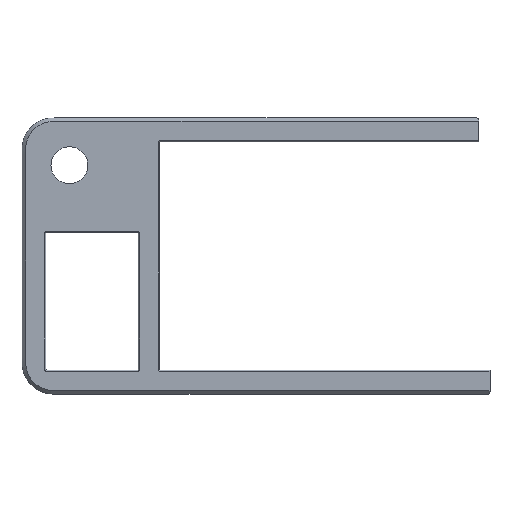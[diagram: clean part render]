
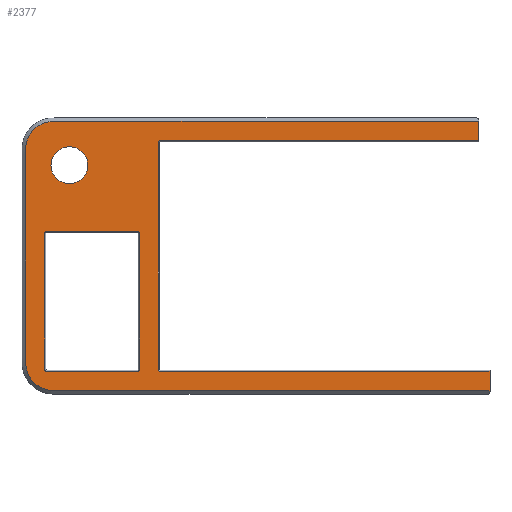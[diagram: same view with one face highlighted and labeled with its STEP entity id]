
A CAD part, top view. The second image highlights one B-rep face of the part: STEP entity #2377.
In plain terms, the highlighted planar face has unit normal (0, 0, 1).
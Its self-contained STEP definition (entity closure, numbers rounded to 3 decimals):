
#15=FACE_BOUND('',#319,.T.);
#16=FACE_BOUND('',#320,.T.);
#34=CIRCLE('',#2514,1.);
#36=CIRCLE('',#2518,1.);
#38=CIRCLE('',#2522,1.);
#40=CIRCLE('',#2526,1.);
#43=CIRCLE('',#2534,1.);
#44=CIRCLE('',#2535,1.);
#45=CIRCLE('',#2536,7.75);
#153=B_SPLINE_CURVE_WITH_KNOTS('',3,(#3493,#3494,#3495,#3496,#3497,#3498,
#3499,#3500,#3501,#3502,#3503,#3504,#3505,#3506,#3507),.UNSPECIFIED.,.F.,
 .F.,(4,1,1,1,1,1,1,1,1,1,1,1,4),(0.,0.291,0.437,
0.583,0.874,1.02,1.166,1.311,
1.384,1.457,1.603,1.748,2.04),
 .UNSPECIFIED.);
#155=B_SPLINE_CURVE_WITH_KNOTS('',3,(#3587,#3588,#3589,#3590,#3591,#3592,
#3593,#3594,#3595,#3596,#3597,#3598,#3599,#3600),.UNSPECIFIED.,.F.,.F.,
(4,1,1,1,1,1,1,1,1,1,1,4),(0.,0.291,0.583,0.656,
0.729,0.801,0.874,1.166,
1.311,1.457,1.748,2.04),
 .UNSPECIFIED.);
#186=FACE_OUTER_BOUND('',#318,.T.);
#318=EDGE_LOOP('',(#1660,#1661,#1662,#1663,#1664,#1665,#1666,#1667,#1668,
#1669,#1670,#1671));
#319=EDGE_LOOP('',(#1672));
#320=EDGE_LOOP('',(#1673,#1674,#1675,#1676,#1677,#1678,#1679,#1680));
#438=LINE('',#3413,#704);
#442=LINE('',#3512,#708);
#446=LINE('',#3605,#712);
#460=LINE('',#3764,#726);
#465=LINE('',#3778,#731);
#469=LINE('',#3790,#735);
#473=LINE('',#3802,#739);
#486=LINE('',#3835,#752);
#487=LINE('',#3837,#753);
#488=LINE('',#3841,#754);
#489=LINE('',#3845,#755);
#490=LINE('',#3846,#756);
#704=VECTOR('',#2719,10.);
#708=VECTOR('',#2725,10.);
#712=VECTOR('',#2731,10.);
#726=VECTOR('',#2763,10.);
#731=VECTOR('',#2776,10.);
#735=VECTOR('',#2788,10.);
#739=VECTOR('',#2800,10.);
#752=VECTOR('',#2833,10.);
#753=VECTOR('',#2834,10.);
#754=VECTOR('',#2837,10.);
#755=VECTOR('',#2840,10.);
#756=VECTOR('',#2841,10.);
#973=VERTEX_POINT('',#3410);
#974=VERTEX_POINT('',#3412);
#976=VERTEX_POINT('',#3491);
#978=VERTEX_POINT('',#3510);
#980=VERTEX_POINT('',#3585);
#982=VERTEX_POINT('',#3603);
#993=VERTEX_POINT('',#3761);
#994=VERTEX_POINT('',#3763);
#997=VERTEX_POINT('',#3771);
#999=VERTEX_POINT('',#3776);
#1001=VERTEX_POINT('',#3783);
#1003=VERTEX_POINT('',#3788);
#1005=VERTEX_POINT('',#3795);
#1007=VERTEX_POINT('',#3800);
#1017=VERTEX_POINT('',#3834);
#1018=VERTEX_POINT('',#3836);
#1019=VERTEX_POINT('',#3838);
#1020=VERTEX_POINT('',#3840);
#1021=VERTEX_POINT('',#3842);
#1022=VERTEX_POINT('',#3844);
#1023=VERTEX_POINT('',#3847);
#1205=EDGE_CURVE('',#973,#974,#438,.T.);
#1209=EDGE_CURVE('',#976,#973,#153,.T.);
#1211=EDGE_CURVE('',#978,#976,#442,.T.);
#1215=EDGE_CURVE('',#980,#978,#155,.T.);
#1217=EDGE_CURVE('',#982,#980,#446,.T.);
#1236=EDGE_CURVE('',#993,#994,#460,.T.);
#1241=EDGE_CURVE('',#997,#993,#34,.T.);
#1243=EDGE_CURVE('',#999,#997,#465,.T.);
#1247=EDGE_CURVE('',#1001,#999,#36,.T.);
#1249=EDGE_CURVE('',#1003,#1001,#469,.T.);
#1253=EDGE_CURVE('',#1005,#1003,#38,.T.);
#1255=EDGE_CURVE('',#1007,#1005,#473,.T.);
#1258=EDGE_CURVE('',#994,#1007,#40,.T.);
#1272=EDGE_CURVE('',#982,#1017,#486,.T.);
#1273=EDGE_CURVE('',#1018,#1017,#487,.T.);
#1274=EDGE_CURVE('',#1019,#1018,#43,.T.);
#1275=EDGE_CURVE('',#1020,#1019,#488,.T.);
#1276=EDGE_CURVE('',#1021,#1020,#44,.T.);
#1277=EDGE_CURVE('',#1022,#1021,#489,.T.);
#1278=EDGE_CURVE('',#1022,#974,#490,.T.);
#1279=EDGE_CURVE('',#1023,#1023,#45,.T.);
#1660=ORIENTED_EDGE('',*,*,#1217,.F.);
#1661=ORIENTED_EDGE('',*,*,#1272,.T.);
#1662=ORIENTED_EDGE('',*,*,#1273,.F.);
#1663=ORIENTED_EDGE('',*,*,#1274,.F.);
#1664=ORIENTED_EDGE('',*,*,#1275,.F.);
#1665=ORIENTED_EDGE('',*,*,#1276,.F.);
#1666=ORIENTED_EDGE('',*,*,#1277,.F.);
#1667=ORIENTED_EDGE('',*,*,#1278,.T.);
#1668=ORIENTED_EDGE('',*,*,#1205,.F.);
#1669=ORIENTED_EDGE('',*,*,#1209,.F.);
#1670=ORIENTED_EDGE('',*,*,#1211,.F.);
#1671=ORIENTED_EDGE('',*,*,#1215,.F.);
#1672=ORIENTED_EDGE('',*,*,#1279,.T.);
#1673=ORIENTED_EDGE('',*,*,#1236,.F.);
#1674=ORIENTED_EDGE('',*,*,#1241,.F.);
#1675=ORIENTED_EDGE('',*,*,#1243,.F.);
#1676=ORIENTED_EDGE('',*,*,#1247,.F.);
#1677=ORIENTED_EDGE('',*,*,#1249,.F.);
#1678=ORIENTED_EDGE('',*,*,#1253,.F.);
#1679=ORIENTED_EDGE('',*,*,#1255,.F.);
#1680=ORIENTED_EDGE('',*,*,#1258,.F.);
#2282=PLANE('',#2533);
#2377=ADVANCED_FACE('',(#186,#15,#16),#2282,.T.);
#2514=AXIS2_PLACEMENT_3D('',#3773,#2771,#2772);
#2518=AXIS2_PLACEMENT_3D('',#3785,#2783,#2784);
#2522=AXIS2_PLACEMENT_3D('',#3797,#2795,#2796);
#2526=AXIS2_PLACEMENT_3D('',#3806,#2806,#2807);
#2533=AXIS2_PLACEMENT_3D('',#3833,#2831,#2832);
#2534=AXIS2_PLACEMENT_3D('',#3839,#2835,#2836);
#2535=AXIS2_PLACEMENT_3D('',#3843,#2838,#2839);
#2536=AXIS2_PLACEMENT_3D('',#3848,#2842,#2843);
#2719=DIRECTION('',(1.,0.,0.));
#2725=DIRECTION('',(0.,1.,0.));
#2731=DIRECTION('',(-1.,0.,0.));
#2763=DIRECTION('',(0.,1.,0.));
#2771=DIRECTION('center_axis',(0.,0.,1.));
#2772=DIRECTION('ref_axis',(0.707,-0.707,0.));
#2776=DIRECTION('',(1.,0.,0.));
#2783=DIRECTION('center_axis',(0.,0.,1.));
#2784=DIRECTION('ref_axis',(-0.707,-0.707,0.));
#2788=DIRECTION('',(0.,-1.,0.));
#2795=DIRECTION('center_axis',(0.,0.,1.));
#2796=DIRECTION('ref_axis',(-0.707,0.707,0.));
#2800=DIRECTION('',(-1.,0.,0.));
#2806=DIRECTION('center_axis',(0.,0.,1.));
#2807=DIRECTION('ref_axis',(0.707,0.707,0.));
#2831=DIRECTION('center_axis',(0.,0.,1.));
#2832=DIRECTION('ref_axis',(1.,0.,0.));
#2833=DIRECTION('',(0.,1.,0.));
#2834=DIRECTION('',(1.,0.,0.));
#2835=DIRECTION('center_axis',(0.,0.,1.));
#2836=DIRECTION('ref_axis',(-0.707,-0.707,0.));
#2837=DIRECTION('',(0.,-1.,0.));
#2838=DIRECTION('center_axis',(0.,0.,1.));
#2839=DIRECTION('ref_axis',(-0.707,0.707,0.));
#2840=DIRECTION('',(-1.,0.,0.));
#2841=DIRECTION('',(0.,1.,0.));
#2842=DIRECTION('center_axis',(0.,0.,-1.));
#2843=DIRECTION('ref_axis',(1.,0.,0.));
#3410=CARTESIAN_POINT('',(-4.9,18.4,7.9));
#3412=CARTESIAN_POINT('',(171.825,18.4,7.9));
#3413=CARTESIAN_POINT('',(125.084,18.4,7.9));
#3491=CARTESIAN_POINT('',(-18.4,4.9,7.9));
#3493=CARTESIAN_POINT('Ctrl Pts',(-18.4,4.9,7.9));
#3494=CARTESIAN_POINT('Ctrl Pts',(-18.4,5.871,7.9));
#3495=CARTESIAN_POINT('Ctrl Pts',(-18.395,7.31,7.9));
#3496=CARTESIAN_POINT('Ctrl Pts',(-18.131,9.208,7.9));
#3497=CARTESIAN_POINT('Ctrl Pts',(-17.595,11.174,7.9));
#3498=CARTESIAN_POINT('Ctrl Pts',(-16.652,12.979,7.9));
#3499=CARTESIAN_POINT('Ctrl Pts',(-15.315,14.635,7.9));
#3500=CARTESIAN_POINT('Ctrl Pts',(-14.03,15.848,7.9));
#3501=CARTESIAN_POINT('Ctrl Pts',(-12.759,16.734,7.9));
#3502=CARTESIAN_POINT('Ctrl Pts',(-11.615,17.326,7.9));
#3503=CARTESIAN_POINT('Ctrl Pts',(-10.517,17.776,7.9));
#3504=CARTESIAN_POINT('Ctrl Pts',(-9.211,18.13,7.9));
#3505=CARTESIAN_POINT('Ctrl Pts',(-7.321,18.394,7.9));
#3506=CARTESIAN_POINT('Ctrl Pts',(-5.881,18.4,7.9));
#3507=CARTESIAN_POINT('Ctrl Pts',(-4.9,18.4,7.9));
#3510=CARTESIAN_POINT('',(-18.4,-81.1,7.9));
#3512=CARTESIAN_POINT('',(-18.4,-9.1,7.9));
#3585=CARTESIAN_POINT('',(-4.9,-94.6,7.9));
#3587=CARTESIAN_POINT('Ctrl Pts',(-4.9,-94.6,7.9));
#3588=CARTESIAN_POINT('Ctrl Pts',(-5.871,-94.6,7.9));
#3589=CARTESIAN_POINT('Ctrl Pts',(-7.777,-94.598,7.9));
#3590=CARTESIAN_POINT('Ctrl Pts',(-9.947,-94.188,7.9));
#3591=CARTESIAN_POINT('Ctrl Pts',(-11.379,-93.626,7.9));
#3592=CARTESIAN_POINT('Ctrl Pts',(-12.061,-93.3,7.9));
#3593=CARTESIAN_POINT('Ctrl Pts',(-12.73,-92.922,7.9));
#3594=CARTESIAN_POINT('Ctrl Pts',(-14.02,-92.07,7.9));
#3595=CARTESIAN_POINT('Ctrl Pts',(-15.48,-90.748,7.9));
#3596=CARTESIAN_POINT('Ctrl Pts',(-16.925,-88.686,7.9));
#3597=CARTESIAN_POINT('Ctrl Pts',(-17.966,-86.382,7.9));
#3598=CARTESIAN_POINT('Ctrl Pts',(-18.385,-83.99,7.9));
#3599=CARTESIAN_POINT('Ctrl Pts',(-18.4,-82.081,7.9));
#3600=CARTESIAN_POINT('Ctrl Pts',(-18.4,-81.1,7.9));
#3603=CARTESIAN_POINT('',(176.588,-94.6,7.9));
#3605=CARTESIAN_POINT('',(29.222,-94.6,7.9));
#3761=CARTESIAN_POINT('',(29.45,-85.6,7.9));
#3763=CARTESIAN_POINT('',(29.45,-28.7,7.9));
#3764=CARTESIAN_POINT('',(29.45,-33.15,7.9));
#3771=CARTESIAN_POINT('',(28.45,-86.6,7.9));
#3773=CARTESIAN_POINT('Origin',(28.45,-85.6,7.9));
#3776=CARTESIAN_POINT('',(-9.4,-86.6,7.9));
#3778=CARTESIAN_POINT('',(53.647,-86.6,7.9));
#3783=CARTESIAN_POINT('',(-10.4,-85.6,7.9));
#3785=CARTESIAN_POINT('Origin',(-9.4,-85.6,7.9));
#3788=CARTESIAN_POINT('',(-10.4,-28.7,7.9));
#3790=CARTESIAN_POINT('',(-10.4,-62.1,7.9));
#3795=CARTESIAN_POINT('',(-9.4,-27.7,7.9));
#3797=CARTESIAN_POINT('Origin',(-9.4,-28.7,7.9));
#3800=CARTESIAN_POINT('',(28.45,-27.7,7.9));
#3802=CARTESIAN_POINT('',(34.222,-27.7,7.9));
#3806=CARTESIAN_POINT('Origin',(28.45,-28.7,7.9));
#3833=CARTESIAN_POINT('Origin',(78.344,-38.1,7.9));
#3834=CARTESIAN_POINT('',(176.588,-86.6,7.9));
#3835=CARTESIAN_POINT('',(176.588,-86.1,7.9));
#3836=CARTESIAN_POINT('',(38.225,-86.6,7.9));
#3837=CARTESIAN_POINT('',(127.466,-86.6,7.9));
#3838=CARTESIAN_POINT('',(37.225,-85.6,7.9));
#3839=CARTESIAN_POINT('Origin',(38.225,-85.6,7.9));
#3840=CARTESIAN_POINT('',(37.225,9.4,7.9));
#3841=CARTESIAN_POINT('',(37.225,-62.1,7.9));
#3842=CARTESIAN_POINT('',(38.225,10.4,7.9));
#3843=CARTESIAN_POINT('Origin',(38.225,9.4,7.9));
#3844=CARTESIAN_POINT('',(171.825,10.4,7.9));
#3845=CARTESIAN_POINT('',(58.034,10.4,7.9));
#3846=CARTESIAN_POINT('',(171.825,9.9,7.9));
#3847=CARTESIAN_POINT('',(-7.75,0.,7.9));
#3848=CARTESIAN_POINT('Origin',(0.,0.,7.9));
